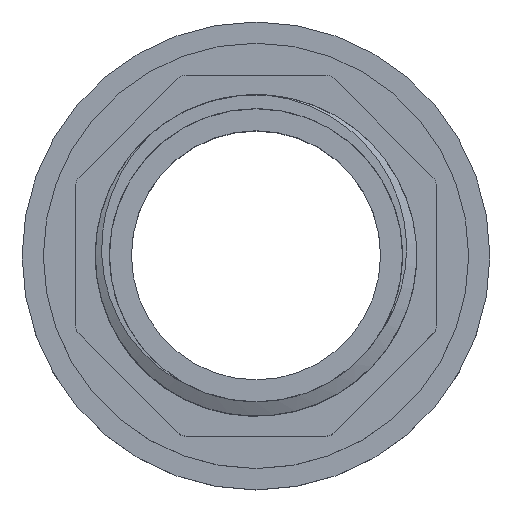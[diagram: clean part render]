
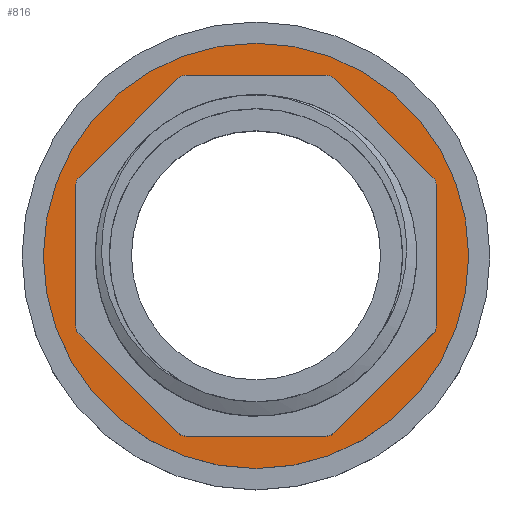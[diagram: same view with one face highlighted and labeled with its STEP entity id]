
A CAD part, top view. The second image highlights one B-rep face of the part: STEP entity #816.
In plain terms, the highlighted planar face has unit normal (0, 0, 1).
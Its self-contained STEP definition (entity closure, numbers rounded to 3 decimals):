
#15=FACE_BOUND('',#107,.T.);
#22=PLANE('',#881);
#59=FACE_OUTER_BOUND('',#106,.T.);
#106=EDGE_LOOP('',(#639));
#107=EDGE_LOOP('',(#640,#641,#642,#643,#644,#645,#646,#647,#648,#649,#650,
#651,#652,#653,#654,#655));
#144=CIRCLE('',#882,17.5);
#145=CIRCLE('',#883,1.);
#146=CIRCLE('',#884,1.);
#147=CIRCLE('',#885,1.);
#148=CIRCLE('',#886,1.);
#149=CIRCLE('',#887,1.);
#150=CIRCLE('',#888,1.);
#151=CIRCLE('',#889,1.);
#152=CIRCLE('',#890,1.);
#225=LINE('',#6924,#278);
#226=LINE('',#6928,#279);
#227=LINE('',#6932,#280);
#228=LINE('',#6936,#281);
#229=LINE('',#6940,#282);
#230=LINE('',#6944,#283);
#231=LINE('',#6948,#284);
#232=LINE('',#6952,#285);
#278=VECTOR('',#1004,1.);
#279=VECTOR('',#1007,1.);
#280=VECTOR('',#1010,1.);
#281=VECTOR('',#1013,1.);
#282=VECTOR('',#1016,1.);
#283=VECTOR('',#1019,1.);
#284=VECTOR('',#1022,1.);
#285=VECTOR('',#1025,1.);
#356=VERTEX_POINT('',#6920);
#357=VERTEX_POINT('',#6922);
#358=VERTEX_POINT('',#6923);
#359=VERTEX_POINT('',#6925);
#360=VERTEX_POINT('',#6927);
#361=VERTEX_POINT('',#6929);
#362=VERTEX_POINT('',#6931);
#363=VERTEX_POINT('',#6933);
#364=VERTEX_POINT('',#6935);
#365=VERTEX_POINT('',#6937);
#366=VERTEX_POINT('',#6939);
#367=VERTEX_POINT('',#6941);
#368=VERTEX_POINT('',#6943);
#369=VERTEX_POINT('',#6945);
#370=VERTEX_POINT('',#6947);
#371=VERTEX_POINT('',#6949);
#372=VERTEX_POINT('',#6951);
#459=EDGE_CURVE('',#356,#356,#144,.T.);
#460=EDGE_CURVE('',#357,#358,#225,.T.);
#461=EDGE_CURVE('',#357,#359,#145,.T.);
#462=EDGE_CURVE('',#360,#359,#226,.T.);
#463=EDGE_CURVE('',#360,#361,#146,.T.);
#464=EDGE_CURVE('',#362,#361,#227,.T.);
#465=EDGE_CURVE('',#362,#363,#147,.T.);
#466=EDGE_CURVE('',#364,#363,#228,.T.);
#467=EDGE_CURVE('',#364,#365,#148,.T.);
#468=EDGE_CURVE('',#366,#365,#229,.T.);
#469=EDGE_CURVE('',#366,#367,#149,.T.);
#470=EDGE_CURVE('',#368,#367,#230,.T.);
#471=EDGE_CURVE('',#368,#369,#150,.T.);
#472=EDGE_CURVE('',#370,#369,#231,.T.);
#473=EDGE_CURVE('',#370,#371,#151,.T.);
#474=EDGE_CURVE('',#372,#371,#232,.T.);
#475=EDGE_CURVE('',#372,#358,#152,.T.);
#639=ORIENTED_EDGE('',*,*,#459,.F.);
#640=ORIENTED_EDGE('',*,*,#460,.F.);
#641=ORIENTED_EDGE('',*,*,#461,.T.);
#642=ORIENTED_EDGE('',*,*,#462,.F.);
#643=ORIENTED_EDGE('',*,*,#463,.T.);
#644=ORIENTED_EDGE('',*,*,#464,.F.);
#645=ORIENTED_EDGE('',*,*,#465,.T.);
#646=ORIENTED_EDGE('',*,*,#466,.F.);
#647=ORIENTED_EDGE('',*,*,#467,.T.);
#648=ORIENTED_EDGE('',*,*,#468,.F.);
#649=ORIENTED_EDGE('',*,*,#469,.T.);
#650=ORIENTED_EDGE('',*,*,#470,.F.);
#651=ORIENTED_EDGE('',*,*,#471,.T.);
#652=ORIENTED_EDGE('',*,*,#472,.F.);
#653=ORIENTED_EDGE('',*,*,#473,.T.);
#654=ORIENTED_EDGE('',*,*,#474,.F.);
#655=ORIENTED_EDGE('',*,*,#475,.T.);
#816=ADVANCED_FACE('',(#59,#15),#22,.F.);
#881=AXIS2_PLACEMENT_3D('',#6919,#1000,#1001);
#882=AXIS2_PLACEMENT_3D('',#6921,#1002,#1003);
#883=AXIS2_PLACEMENT_3D('',#6926,#1005,#1006);
#884=AXIS2_PLACEMENT_3D('',#6930,#1008,#1009);
#885=AXIS2_PLACEMENT_3D('',#6934,#1011,#1012);
#886=AXIS2_PLACEMENT_3D('',#6938,#1014,#1015);
#887=AXIS2_PLACEMENT_3D('',#6942,#1017,#1018);
#888=AXIS2_PLACEMENT_3D('',#6946,#1020,#1021);
#889=AXIS2_PLACEMENT_3D('',#6950,#1023,#1024);
#890=AXIS2_PLACEMENT_3D('',#6953,#1026,#1027);
#1000=DIRECTION('center_axis',(0.,0.,-1.));
#1001=DIRECTION('ref_axis',(0.,1.,0.));
#1002=DIRECTION('center_axis',(0.,0.,-1.));
#1003=DIRECTION('ref_axis',(0.,1.,0.));
#1004=DIRECTION('',(0.,1.,0.));
#1005=DIRECTION('center_axis',(0.,0.,-1.));
#1006=DIRECTION('ref_axis',(0.,1.,0.));
#1007=DIRECTION('',(0.707,0.707,0.));
#1008=DIRECTION('center_axis',(0.,0.,-1.));
#1009=DIRECTION('ref_axis',(0.,1.,0.));
#1010=DIRECTION('',(1.,0.,0.));
#1011=DIRECTION('center_axis',(0.,0.,-1.));
#1012=DIRECTION('ref_axis',(0.,1.,0.));
#1013=DIRECTION('',(0.707,-0.707,0.));
#1014=DIRECTION('center_axis',(0.,0.,-1.));
#1015=DIRECTION('ref_axis',(0.,1.,0.));
#1016=DIRECTION('',(0.,-1.,0.));
#1017=DIRECTION('center_axis',(0.,0.,-1.));
#1018=DIRECTION('ref_axis',(0.,1.,0.));
#1019=DIRECTION('',(-0.707,-0.707,0.));
#1020=DIRECTION('center_axis',(0.,0.,-1.));
#1021=DIRECTION('ref_axis',(0.,1.,0.));
#1022=DIRECTION('',(-1.,0.,0.));
#1023=DIRECTION('center_axis',(0.,0.,-1.));
#1024=DIRECTION('ref_axis',(0.,1.,0.));
#1025=DIRECTION('',(-0.707,0.707,0.));
#1026=DIRECTION('center_axis',(0.,0.,-1.));
#1027=DIRECTION('ref_axis',(0.,1.,0.));
#6919=CARTESIAN_POINT('Origin',(-14.85,0.,8.1));
#6920=CARTESIAN_POINT('',(0.,-17.5,8.1));
#6921=CARTESIAN_POINT('Origin',(0.,0.,8.1));
#6922=CARTESIAN_POINT('',(14.85,-5.737,8.1));
#6923=CARTESIAN_POINT('',(14.85,5.737,8.1));
#6924=CARTESIAN_POINT('',(14.85,0.,8.1));
#6925=CARTESIAN_POINT('',(14.557,-6.444,8.1));
#6926=CARTESIAN_POINT('Origin',(13.85,-5.737,8.1));
#6927=CARTESIAN_POINT('',(6.444,-14.557,8.1));
#6928=CARTESIAN_POINT('',(3.076,-17.926,8.1));
#6929=CARTESIAN_POINT('',(5.737,-14.85,8.1));
#6930=CARTESIAN_POINT('Origin',(5.737,-13.85,8.1));
#6931=CARTESIAN_POINT('',(-5.737,-14.85,8.1));
#6932=CARTESIAN_POINT('',(-14.85,-14.85,8.1));
#6933=CARTESIAN_POINT('',(-6.444,-14.557,8.1));
#6934=CARTESIAN_POINT('Origin',(-5.737,-13.85,8.1));
#6935=CARTESIAN_POINT('',(-14.557,-6.444,8.1));
#6936=CARTESIAN_POINT('',(-17.926,-3.076,8.1));
#6937=CARTESIAN_POINT('',(-14.85,-5.737,8.1));
#6938=CARTESIAN_POINT('Origin',(-13.85,-5.737,8.1));
#6939=CARTESIAN_POINT('',(-14.85,5.737,8.1));
#6940=CARTESIAN_POINT('',(-14.85,0.,8.1));
#6941=CARTESIAN_POINT('',(-14.557,6.444,8.1));
#6942=CARTESIAN_POINT('Origin',(-13.85,5.737,8.1));
#6943=CARTESIAN_POINT('',(-6.444,14.557,8.1));
#6944=CARTESIAN_POINT('',(-17.926,3.076,8.1));
#6945=CARTESIAN_POINT('',(-5.737,14.85,8.1));
#6946=CARTESIAN_POINT('Origin',(-5.737,13.85,8.1));
#6947=CARTESIAN_POINT('',(5.737,14.85,8.1));
#6948=CARTESIAN_POINT('',(-14.85,14.85,8.1));
#6949=CARTESIAN_POINT('',(6.444,14.557,8.1));
#6950=CARTESIAN_POINT('Origin',(5.737,13.85,8.1));
#6951=CARTESIAN_POINT('',(14.557,6.444,8.1));
#6952=CARTESIAN_POINT('',(3.076,17.926,8.1));
#6953=CARTESIAN_POINT('Origin',(13.85,5.737,8.1));
